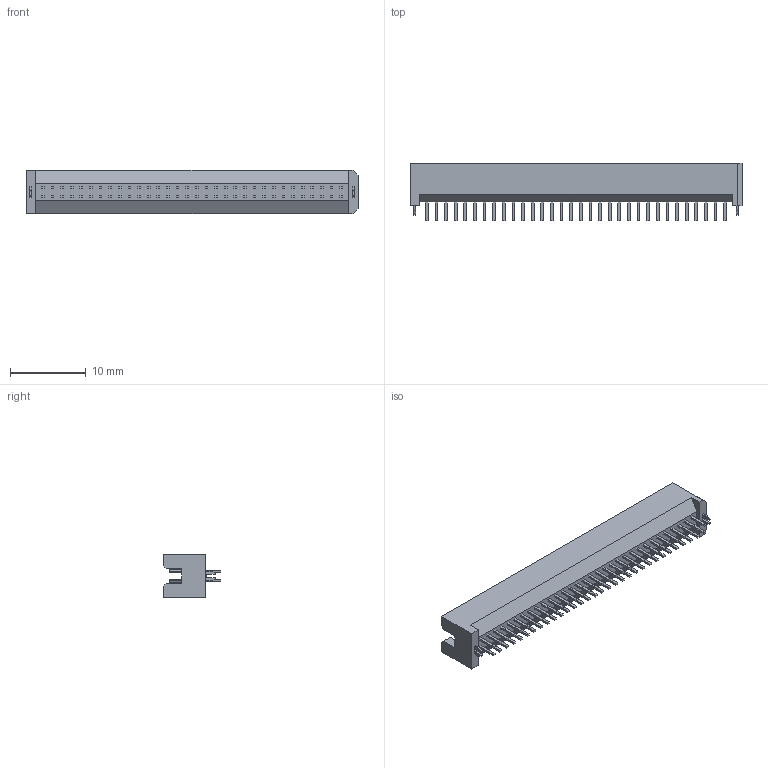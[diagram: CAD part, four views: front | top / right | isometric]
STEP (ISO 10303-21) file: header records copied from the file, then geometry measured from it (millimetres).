
FILE_DESCRIPTION (( 'STEP AP214' ), '1' );
FILE_NAME ('TFC-132-01-F-D-LC.STEP', '2020-04-20T16:27:15', ( '' ), ( '' ), 'SwSTEP 2.0', 'SolidWorks 2019', '' );
FILE_SCHEMA (( 'AUTOMOTIVE_DESIGN' ));
Length unit declared in the file: inch
Products named in the file (3): TFC-132-01-F-D-LC; _TFC_132_01_L_D_LC_terminal_2; _TFC_132_01_L_D_pins_4
Assembly tree (2 placements, depth 2):
  TFC-132-01-F-D-LC
    _TFC_132_01_L_D_LC_terminal_2
    _TFC_132_01_L_D_pins_4
Bounding box: 43.81 x 7.57 x 5.71 mm (x, y, z)
Volume: 658.9 mm3; surface area: 2067.2 mm2
Topology: 2 solids, 2 shells, 590 faces, 1361 edges, 905 vertices
Faces by surface type: plane 460, cylinder 130
Entity records: 17168 total; most frequent: CARTESIAN_POINT 2861, DIRECTION 2811, ORIENTED_EDGE 2722, EDGE_CURVE 1361, VECTOR 1101, LINE 1101, VERTEX_POINT 905, AXIS2_PLACEMENT_3D 855
